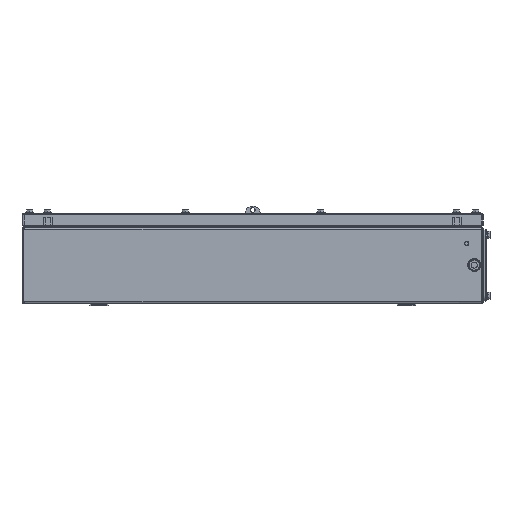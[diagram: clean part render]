
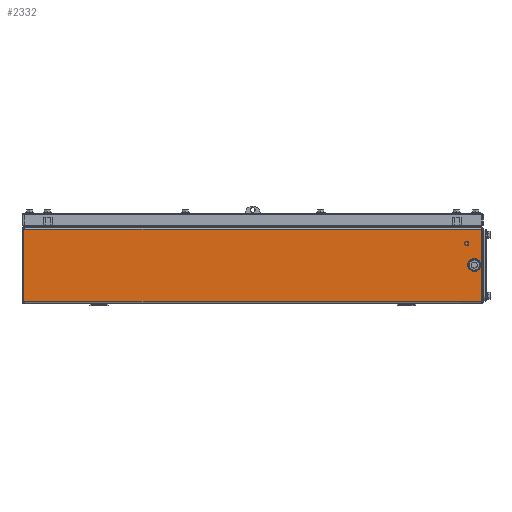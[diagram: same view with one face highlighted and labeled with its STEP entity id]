
A CAD part, left-side view. The second image highlights one B-rep face of the part: STEP entity #2332.
In plain terms, the highlighted planar face has unit normal (-1, 0, 0).
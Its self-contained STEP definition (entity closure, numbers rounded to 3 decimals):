
#2247=AXIS2_PLACEMENT_3D('Plane Axis2P3D',#2244,#2245,#2246) ;
#1691=CARTESIAN_POINT('Vertex',(25.5,14.,126.5)) ;
#1694=CARTESIAN_POINT('Line Origine',(25.5,14.,130.5)) ;
#1698=CARTESIAN_POINT('Vertex',(25.5,14.,7.5)) ;
#2244=CARTESIAN_POINT('Axis2P3D Location',(25.5,773.,130.5)) ;
#2249=CARTESIAN_POINT('Line Origine',(25.5,770.,67.)) ;
#2253=CARTESIAN_POINT('Vertex',(25.5,770.,126.5)) ;
#2255=CARTESIAN_POINT('Vertex',(25.5,770.,7.5)) ;
#2258=CARTESIAN_POINT('Line Origine',(25.5,392.,7.5)) ;
#2263=CARTESIAN_POINT('Line Origine',(25.5,392.,126.5)) ;
#2274=CARTESIAN_POINT('Line Origine',(25.5,31.15,67.5)) ;
#2278=CARTESIAN_POINT('Vertex',(25.5,31.15,72.46)) ;
#2280=CARTESIAN_POINT('Vertex',(25.5,31.15,62.54)) ;
#2284=CARTESIAN_POINT('Control Point',(25.5,20.85,72.46)) ;
#2285=CARTESIAN_POINT('Control Point',(25.5,21.304,72.932)) ;
#2286=CARTESIAN_POINT('Control Point',(25.5,21.813,73.351)) ;
#2287=CARTESIAN_POINT('Control Point',(25.5,22.367,73.711)) ;
#2288=CARTESIAN_POINT('Control Point',(25.5,23.549,74.296)) ;
#2289=CARTESIAN_POINT('Control Point',(25.5,24.832,74.6)) ;
#2290=CARTESIAN_POINT('Control Point',(25.5,25.488,74.677)) ;
#2291=CARTESIAN_POINT('Control Point',(25.5,26.806,74.68)) ;
#2292=CARTESIAN_POINT('Control Point',(25.5,28.091,74.385)) ;
#2293=CARTESIAN_POINT('Control Point',(25.5,28.714,74.164)) ;
#2294=CARTESIAN_POINT('Control Point',(25.5,29.609,73.725)) ;
#2295=CARTESIAN_POINT('Control Point',(25.5,30.411,73.142)) ;
#2296=CARTESIAN_POINT('Control Point',(25.5,30.671,72.929)) ;
#2297=CARTESIAN_POINT('Control Point',(25.5,30.918,72.701)) ;
#2298=CARTESIAN_POINT('Control Point',(25.5,31.15,72.46)) ;
#2299=CARTESIAN_POINT('Vertex',(25.5,20.85,72.46)) ;
#2302=CARTESIAN_POINT('Line Origine',(25.5,20.85,67.5)) ;
#2306=CARTESIAN_POINT('Vertex',(25.5,20.85,62.54)) ;
#2310=CARTESIAN_POINT('Control Point',(25.5,31.15,62.54)) ;
#2311=CARTESIAN_POINT('Control Point',(25.5,30.696,62.068)) ;
#2312=CARTESIAN_POINT('Control Point',(25.5,30.187,61.649)) ;
#2313=CARTESIAN_POINT('Control Point',(25.5,29.633,61.289)) ;
#2314=CARTESIAN_POINT('Control Point',(25.5,28.451,60.704)) ;
#2315=CARTESIAN_POINT('Control Point',(25.5,27.168,60.4)) ;
#2316=CARTESIAN_POINT('Control Point',(25.5,26.512,60.323)) ;
#2317=CARTESIAN_POINT('Control Point',(25.5,25.194,60.32)) ;
#2318=CARTESIAN_POINT('Control Point',(25.5,23.909,60.615)) ;
#2319=CARTESIAN_POINT('Control Point',(25.5,23.286,60.836)) ;
#2320=CARTESIAN_POINT('Control Point',(25.5,22.391,61.275)) ;
#2321=CARTESIAN_POINT('Control Point',(25.5,21.589,61.858)) ;
#2322=CARTESIAN_POINT('Control Point',(25.5,21.329,62.071)) ;
#2323=CARTESIAN_POINT('Control Point',(25.5,21.082,62.299)) ;
#2324=CARTESIAN_POINT('Control Point',(25.5,20.85,62.54)) ;
#1695=DIRECTION('Vector Direction',(0.,0.,-1.)) ;
#2245=DIRECTION('Axis2P3D Direction',(1.,0.,0.)) ;
#2246=DIRECTION('Axis2P3D XDirection',(0.,1.,0.)) ;
#2250=DIRECTION('Vector Direction',(0.,0.,-1.)) ;
#2259=DIRECTION('Vector Direction',(0.,-1.,0.)) ;
#2264=DIRECTION('Vector Direction',(0.,1.,0.)) ;
#2275=DIRECTION('Vector Direction',(0.,0.,-1.)) ;
#2303=DIRECTION('Vector Direction',(0.,0.,1.)) ;
#1696=VECTOR('Line Direction',#1695,1.) ;
#2251=VECTOR('Line Direction',#2250,1.) ;
#2260=VECTOR('Line Direction',#2259,1.) ;
#2265=VECTOR('Line Direction',#2264,1.) ;
#2276=VECTOR('Line Direction',#2275,1.) ;
#2304=VECTOR('Line Direction',#2303,1.) ;
#2269=ORIENTED_EDGE('',*,*,#2257,.T.) ;
#2270=ORIENTED_EDGE('',*,*,#2262,.T.) ;
#2271=ORIENTED_EDGE('',*,*,#1700,.T.) ;
#2272=ORIENTED_EDGE('',*,*,#2267,.T.) ;
#2327=ORIENTED_EDGE('',*,*,#2282,.F.) ;
#2328=ORIENTED_EDGE('',*,*,#2301,.F.) ;
#2329=ORIENTED_EDGE('',*,*,#2308,.F.) ;
#2330=ORIENTED_EDGE('',*,*,#2325,.F.) ;
#2331=FACE_BOUND('',#2326,.T.) ;
#2332=ADVANCED_FACE('40797_ASM_GH_KTB_MH_XXXxXXXxXXX_YGP_S3D-1/GH-1-solid1',(#2273,#2331),#2248,.F.) ;
#2283=B_SPLINE_CURVE_WITH_KNOTS('',5,(#2284,#2285,#2286,#2287,#2288,#2289,#2290,#2291,#2292,#2293,#2294,#2295,#2296,#2297,#2298),.UNSPECIFIED.,.F.,.U.,(6,3,3,3,6),(0.,4.64,9.281,13.921,16.295),.UNSPECIFIED.) ;
#2309=B_SPLINE_CURVE_WITH_KNOTS('',5,(#2310,#2311,#2312,#2313,#2314,#2315,#2316,#2317,#2318,#2319,#2320,#2321,#2322,#2323,#2324),.UNSPECIFIED.,.F.,.U.,(6,3,3,3,6),(0.,4.64,9.281,13.921,16.295),.UNSPECIFIED.) ;
#1700=EDGE_CURVE('',#1699,#1692,#1697,.F.) ;
#2257=EDGE_CURVE('',#2254,#2256,#2252,.T.) ;
#2262=EDGE_CURVE('',#2256,#1699,#2261,.T.) ;
#2267=EDGE_CURVE('',#1692,#2254,#2266,.T.) ;
#2282=EDGE_CURVE('',#2279,#2281,#2277,.T.) ;
#2301=EDGE_CURVE('',#2300,#2279,#2283,.T.) ;
#2308=EDGE_CURVE('',#2307,#2300,#2305,.T.) ;
#2325=EDGE_CURVE('',#2281,#2307,#2309,.T.) ;
#2268=EDGE_LOOP('',(#2269,#2270,#2271,#2272)) ;
#2326=EDGE_LOOP('',(#2327,#2328,#2329,#2330)) ;
#2273=FACE_OUTER_BOUND('',#2268,.T.) ;
#1697=LINE('Line',#1694,#1696) ;
#2252=LINE('Line',#2249,#2251) ;
#2261=LINE('Line',#2258,#2260) ;
#2266=LINE('Line',#2263,#2265) ;
#2277=LINE('Line',#2274,#2276) ;
#2305=LINE('Line',#2302,#2304) ;
#2248=PLANE('',#2247) ;
#1692=VERTEX_POINT('',#1691) ;
#1699=VERTEX_POINT('',#1698) ;
#2254=VERTEX_POINT('',#2253) ;
#2256=VERTEX_POINT('',#2255) ;
#2279=VERTEX_POINT('',#2278) ;
#2281=VERTEX_POINT('',#2280) ;
#2300=VERTEX_POINT('',#2299) ;
#2307=VERTEX_POINT('',#2306) ;
